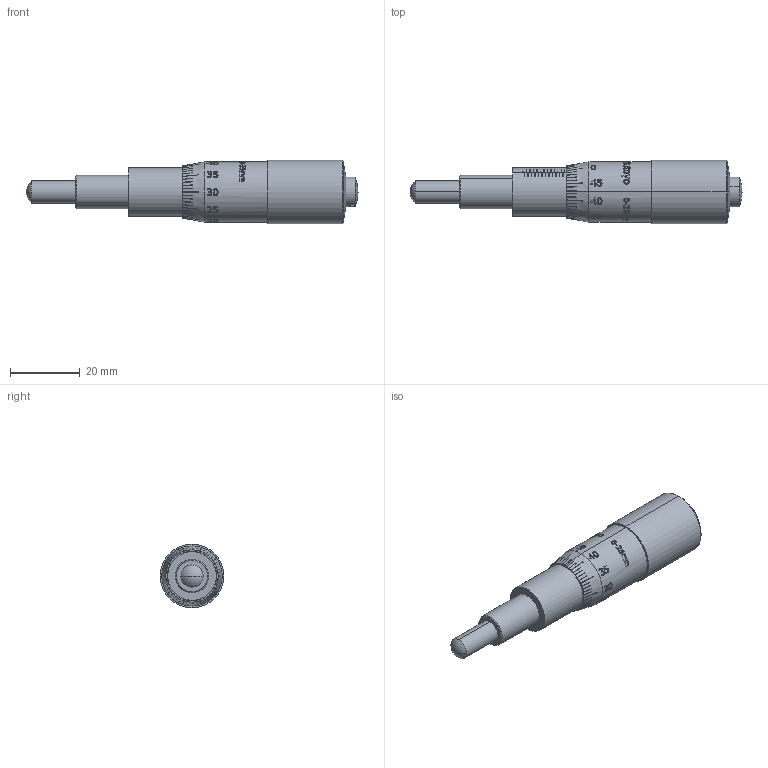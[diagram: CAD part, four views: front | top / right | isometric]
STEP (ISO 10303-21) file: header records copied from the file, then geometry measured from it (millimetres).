
FILE_DESCRIPTION (( 'STEP AP214' ), '1' );
FILE_NAME ('TTN045981-E0W.STEP', '2018-05-22T18:00:54', ( '' ), ( '' ), 'SwSTEP 2.0', 'SolidWorks 2016', '' );
FILE_SCHEMA (( 'AUTOMOTIVE_DESIGN' ));
Length unit declared in the file: millimetre
Products named in the file (1): TTN045981-E0W
Bounding box: 95.31 x 18.3 x 18.3 mm (x, y, z)
Volume: 12945.6 mm3; surface area: 10211.7 mm2
Topology: 3 solids, 3 shells, 1346 faces, 3483 edges, 2318 vertices
Faces by surface type: plane 617, bspline 419, cylinder 244, cone 62, sphere 4
Entity records: 97240 total; most frequent: CARTESIAN_POINT 52917, ORIENTED_EDGE 6966, DIRECTION 4582, EDGE_CURVE 3483, VERTEX_POINT 2318, AXIS2_PLACEMENT_3D 1699, B_SPLINE_CURVE_WITH_KNOTS 1528, EDGE_LOOP 1523
